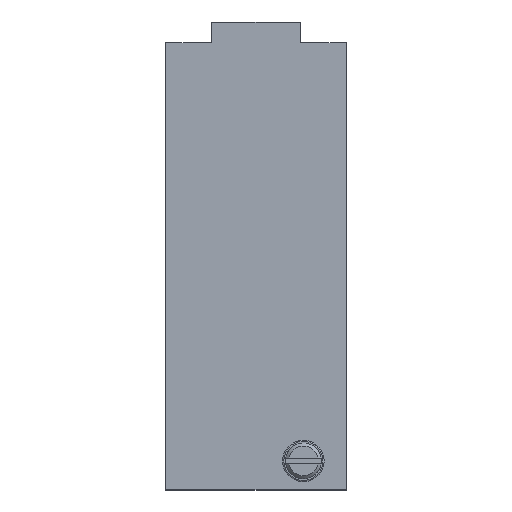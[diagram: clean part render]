
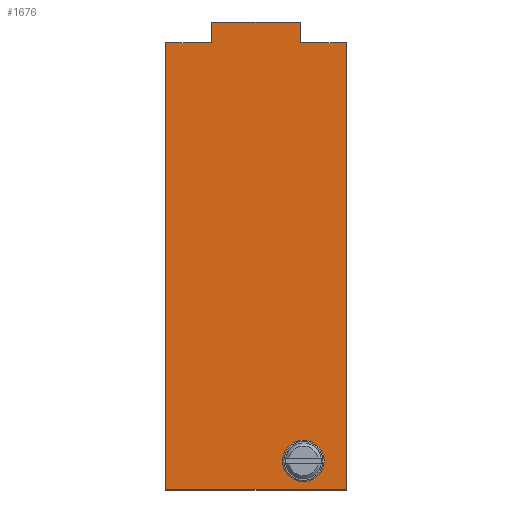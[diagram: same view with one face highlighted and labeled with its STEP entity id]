
A CAD part, top view. The second image highlights one B-rep face of the part: STEP entity #1676.
In plain terms, the highlighted planar face has unit normal (0, 0, 1).
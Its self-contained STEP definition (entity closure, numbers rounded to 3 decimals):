
#75=DIRECTION('',(0.,1.,0.));
#76=VECTOR('',#75,75.5);
#77=CARTESIAN_POINT('',(15.25,0.,2.));
#78=LINE('',#77,#76);
#79=DIRECTION('',(1.,0.,0.));
#80=VECTOR('',#79,30.5);
#81=CARTESIAN_POINT('',(-15.25,0.,2.));
#82=LINE('',#81,#80);
#83=DIRECTION('',(0.,-1.,0.));
#84=VECTOR('',#83,75.5);
#85=CARTESIAN_POINT('',(-15.25,75.5,2.));
#86=LINE('',#85,#84);
#87=DIRECTION('',(-1.,0.,0.));
#88=VECTOR('',#87,7.75);
#89=CARTESIAN_POINT('',(-7.5,75.5,2.));
#90=LINE('',#89,#88);
#91=DIRECTION('',(0.,-1.,0.));
#92=VECTOR('',#91,3.5);
#93=CARTESIAN_POINT('',(-7.5,79.,2.));
#94=LINE('',#93,#92);
#95=DIRECTION('',(-1.,0.,0.));
#96=VECTOR('',#95,15.);
#97=CARTESIAN_POINT('',(7.5,79.,2.));
#98=LINE('',#97,#96);
#99=DIRECTION('',(0.,1.,0.));
#100=VECTOR('',#99,3.5);
#101=CARTESIAN_POINT('',(7.5,75.5,2.));
#102=LINE('',#101,#100);
#103=DIRECTION('',(-1.,0.,0.));
#104=VECTOR('',#103,7.75);
#105=CARTESIAN_POINT('',(15.25,75.5,2.));
#106=LINE('',#105,#104);
#107=CARTESIAN_POINT('',(8.,4.9,2.));
#108=DIRECTION('',(0.,0.,1.));
#109=DIRECTION('',(1.,0.,0.));
#110=AXIS2_PLACEMENT_3D('',#107,#108,#109);
#112=CARTESIAN_POINT('',(8.,4.9,2.));
#113=DIRECTION('',(0.,0.,1.));
#114=DIRECTION('',(-1.,0.,0.));
#115=AXIS2_PLACEMENT_3D('',#112,#113,#114);
#1273=CARTESIAN_POINT('',(15.25,0.,2.));
#1274=CARTESIAN_POINT('',(15.25,75.5,2.));
#1275=VERTEX_POINT('',#1273);
#1276=VERTEX_POINT('',#1274);
#1277=CARTESIAN_POINT('',(7.5,75.5,2.));
#1278=VERTEX_POINT('',#1277);
#1279=CARTESIAN_POINT('',(7.5,79.,2.));
#1280=VERTEX_POINT('',#1279);
#1281=CARTESIAN_POINT('',(-7.5,79.,2.));
#1282=VERTEX_POINT('',#1281);
#1283=CARTESIAN_POINT('',(-7.5,75.5,2.));
#1284=VERTEX_POINT('',#1283);
#1285=CARTESIAN_POINT('',(-15.25,75.5,2.));
#1286=VERTEX_POINT('',#1285);
#1287=CARTESIAN_POINT('',(-15.25,0.,2.));
#1288=VERTEX_POINT('',#1287);
#1301=CARTESIAN_POINT('',(11.5,4.9,2.));
#1302=CARTESIAN_POINT('',(4.5,4.9,2.));
#1303=VERTEX_POINT('',#1301);
#1304=VERTEX_POINT('',#1302);
#1655=CARTESIAN_POINT('',(0.,0.,2.));
#1656=DIRECTION('',(0.,0.,1.));
#1657=DIRECTION('',(1.,0.,0.));
#1658=AXIS2_PLACEMENT_3D('',#1655,#1656,#1657);
#1659=PLANE('',#1658);
#1660=ORIENTED_EDGE('',*,*,#1551,.F.);
#1661=ORIENTED_EDGE('',*,*,#1566,.F.);
#1662=ORIENTED_EDGE('',*,*,#1580,.F.);
#1663=ORIENTED_EDGE('',*,*,#1594,.F.);
#1664=ORIENTED_EDGE('',*,*,#1608,.F.);
#1665=ORIENTED_EDGE('',*,*,#1622,.F.);
#1666=ORIENTED_EDGE('',*,*,#1636,.F.);
#1667=ORIENTED_EDGE('',*,*,#1649,.F.);
#1668=EDGE_LOOP('',(#1660,#1661,#1662,#1663,#1664,#1665,#1666,#1667));
#1669=FACE_OUTER_BOUND('',#1668,.F.);
#1671=ORIENTED_EDGE('',*,*,#1670,.T.);
#1673=ORIENTED_EDGE('',*,*,#1672,.T.);
#1674=EDGE_LOOP('',(#1671,#1673));
#1675=FACE_BOUND('',#1674,.F.);
#1676=ADVANCED_FACE('',(#1669,#1675),#1659,.T.);
#111=CIRCLE('',#110,3.5);
#116=CIRCLE('',#115,3.5);
#1551=EDGE_CURVE('',#1275,#1276,#78,.T.);
#1566=EDGE_CURVE('',#1288,#1275,#82,.T.);
#1580=EDGE_CURVE('',#1286,#1288,#86,.T.);
#1594=EDGE_CURVE('',#1284,#1286,#90,.T.);
#1608=EDGE_CURVE('',#1282,#1284,#94,.T.);
#1622=EDGE_CURVE('',#1280,#1282,#98,.T.);
#1636=EDGE_CURVE('',#1278,#1280,#102,.T.);
#1649=EDGE_CURVE('',#1276,#1278,#106,.T.);
#1670=EDGE_CURVE('',#1303,#1304,#111,.T.);
#1672=EDGE_CURVE('',#1304,#1303,#116,.T.);
